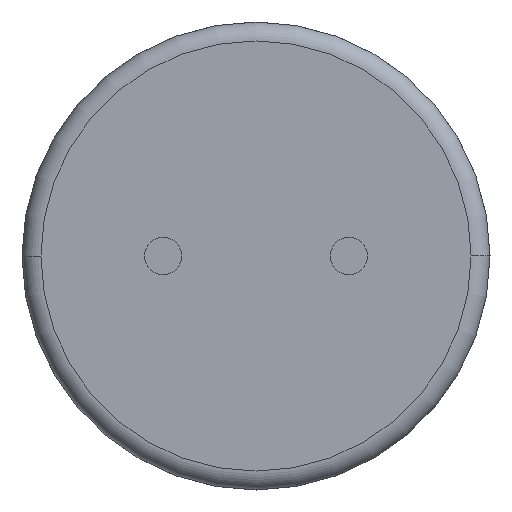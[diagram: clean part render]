
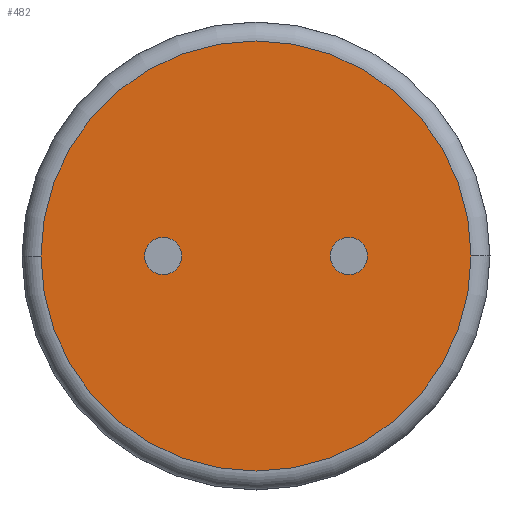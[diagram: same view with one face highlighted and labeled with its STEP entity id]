
A CAD part, front view. The second image highlights one B-rep face of the part: STEP entity #482.
In plain terms, the highlighted planar face has unit normal (0, -1, 0).
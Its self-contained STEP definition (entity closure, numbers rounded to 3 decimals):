
#2 = FACE_OUTER_BOUND ( 'NONE', #286, .T. ) ;
#23 = EDGE_CURVE ( 'NONE', #483, #132, #258, .T. ) ;
#26 = DIRECTION ( 'NONE',  ( -1., 0., 0. ) ) ;
#43 = ORIENTED_EDGE ( 'NONE', *, *, #231, .T. ) ;
#47 = AXIS2_PLACEMENT_3D ( 'NONE', #409, #494, #544 ) ;
#61 = ORIENTED_EDGE ( 'NONE', *, *, #121, .T. ) ;
#66 = CIRCLE ( 'NONE', #255, 0.25 ) ;
#97 = AXIS2_PLACEMENT_3D ( 'NONE', #105, #329, #502 ) ;
#103 = DIRECTION ( 'NONE',  ( 0., 1., 0. ) ) ;
#105 = CARTESIAN_POINT ( 'NONE',  ( 1.25, 0., 0. ) ) ;
#106 = VERTEX_POINT ( 'NONE', #287 ) ;
#110 = CARTESIAN_POINT ( 'NONE',  ( 0., 0., 0. ) ) ;
#118 = CIRCLE ( 'NONE', #97, 0.25 ) ;
#121 = EDGE_CURVE ( 'NONE', #106, #242, #270, .T. ) ;
#124 = ORIENTED_EDGE ( 'NONE', *, *, #388, .T. ) ;
#129 = CARTESIAN_POINT ( 'NONE',  ( -1.5, 0., 0. ) ) ;
#132 = VERTEX_POINT ( 'NONE', #189 ) ;
#143 = CARTESIAN_POINT ( 'NONE',  ( -2.895, 0., 0. ) ) ;
#156 = ORIENTED_EDGE ( 'NONE', *, *, #545, .T. ) ;
#182 = CARTESIAN_POINT ( 'NONE',  ( 1.25, 0., 0. ) ) ;
#189 = CARTESIAN_POINT ( 'NONE',  ( 2.895, 0., 0. ) ) ;
#191 = CARTESIAN_POINT ( 'NONE',  ( -1.25, 0., 0. ) ) ;
#209 = CARTESIAN_POINT ( 'NONE',  ( 1., 0., 0. ) ) ;
#219 = EDGE_CURVE ( 'NONE', #132, #483, #346, .T. ) ;
#230 = DIRECTION ( 'NONE',  ( 0., 1., 0. ) ) ;
#231 = EDGE_CURVE ( 'NONE', #301, #553, #118, .T. ) ;
#233 = CARTESIAN_POINT ( 'NONE',  ( -1.25, 0., 0. ) ) ;
#242 = VERTEX_POINT ( 'NONE', #129 ) ;
#250 = ORIENTED_EDGE ( 'NONE', *, *, #219, .F. ) ;
#255 = AXIS2_PLACEMENT_3D ( 'NONE', #191, #103, #362 ) ;
#258 = CIRCLE ( 'NONE', #552, 2.895 ) ;
#259 = CIRCLE ( 'NONE', #347, 0.25 ) ;
#269 = PLANE ( 'NONE',  #524 ) ;
#270 = CIRCLE ( 'NONE', #396, 0.25 ) ;
#276 = DIRECTION ( 'NONE',  ( -1., 0., 0. ) ) ;
#286 = EDGE_LOOP ( 'NONE', ( #513, #250 ) ) ;
#287 = CARTESIAN_POINT ( 'NONE',  ( -1., 0., 0. ) ) ;
#301 = VERTEX_POINT ( 'NONE', #209 ) ;
#316 = DIRECTION ( 'NONE',  ( 1., 0., 0. ) ) ;
#329 = DIRECTION ( 'NONE',  ( 0., 1., 0. ) ) ;
#338 = EDGE_LOOP ( 'NONE', ( #156, #61 ) ) ;
#341 = EDGE_LOOP ( 'NONE', ( #43, #124 ) ) ;
#346 = CIRCLE ( 'NONE', #47, 2.895 ) ;
#347 = AXIS2_PLACEMENT_3D ( 'NONE', #182, #230, #276 ) ;
#359 = FACE_BOUND ( 'NONE', #341, .T. ) ;
#362 = DIRECTION ( 'NONE',  ( -1., 0., 0. ) ) ;
#374 = DIRECTION ( 'NONE',  ( -1., 0., 0. ) ) ;
#388 = EDGE_CURVE ( 'NONE', #553, #301, #259, .T. ) ;
#396 = AXIS2_PLACEMENT_3D ( 'NONE', #233, #451, #374 ) ;
#409 = CARTESIAN_POINT ( 'NONE',  ( 0., 0., 0. ) ) ;
#451 = DIRECTION ( 'NONE',  ( 0., 1., 0. ) ) ;
#455 = DIRECTION ( 'NONE',  ( 0., 1., 0. ) ) ;
#456 = CARTESIAN_POINT ( 'NONE',  ( 1.5, 0., 0. ) ) ;
#482 = ADVANCED_FACE ( 'NONE', ( #532, #2, #359 ), #269, .T. ) ;
#483 = VERTEX_POINT ( 'NONE', #143 ) ;
#494 = DIRECTION ( 'NONE',  ( 0., 1., 0. ) ) ;
#502 = DIRECTION ( 'NONE',  ( -1., 0., 0. ) ) ;
#513 = ORIENTED_EDGE ( 'NONE', *, *, #23, .F. ) ;
#524 = AXIS2_PLACEMENT_3D ( 'NONE', #529, #534, #316 ) ;
#529 = CARTESIAN_POINT ( 'NONE',  ( 0., 0., 0. ) ) ;
#532 = FACE_BOUND ( 'NONE', #338, .T. ) ;
#534 = DIRECTION ( 'NONE',  ( 0., -1., 0. ) ) ;
#544 = DIRECTION ( 'NONE',  ( -1., 0., 0. ) ) ;
#545 = EDGE_CURVE ( 'NONE', #242, #106, #66, .T. ) ;
#552 = AXIS2_PLACEMENT_3D ( 'NONE', #110, #455, #26 ) ;
#553 = VERTEX_POINT ( 'NONE', #456 ) ;
